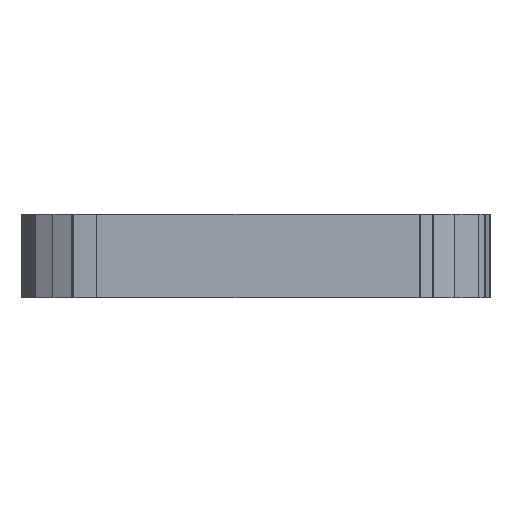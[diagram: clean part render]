
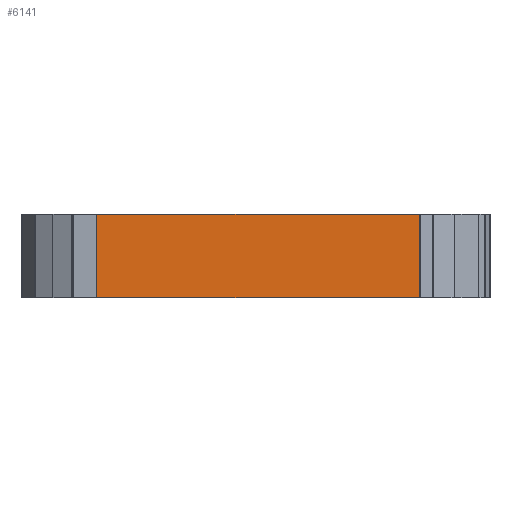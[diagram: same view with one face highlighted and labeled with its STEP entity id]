
A CAD part, left-side view. The second image highlights one B-rep face of the part: STEP entity #6141.
In plain terms, the highlighted free-form (B-spline) face has degree [1, 1] with [2, 2] control points.
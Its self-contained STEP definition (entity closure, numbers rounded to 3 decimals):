
#67 = B_SPLINE_SURFACE_WITH_KNOTS('',1,1,(
    (#68,#69)
    ,(#70,#71
    )),.UNSPECIFIED.,.F.,.F.,.F.,(2,2),(2,2),(-5164.337,
    5130.905),(-2202.635,2202.879),
  .PIECEWISE_BEZIER_KNOTS.);
#68 = CARTESIAN_POINT('',(238.351,-13.15,
    20.));
#69 = CARTESIAN_POINT('',(238.351,98.75,20.)
  );
#70 = CARTESIAN_POINT('',(-23.149,-13.15,
    20.));
#71 = CARTESIAN_POINT('',(-23.149,98.75,20.)
  );
#115 = B_SPLINE_SURFACE_WITH_KNOTS('',1,1,(
    (#116,#117)
    ,(#118,#119
    )),.UNSPECIFIED.,.F.,.F.,.F.,(2,2),(2,2),(-5164.337,
    5130.905),(-2202.635,2202.879),
  .PIECEWISE_BEZIER_KNOTS.);
#116 = CARTESIAN_POINT('',(238.351,-13.15,0.));
#117 = CARTESIAN_POINT('',(238.351,98.75,0.));
#118 = CARTESIAN_POINT('',(-23.149,-13.15,0.));
#119 = CARTESIAN_POINT('',(-23.149,98.75,0.));
#286 = VERTEX_POINT('',#287);
#287 = CARTESIAN_POINT('',(-22.95,3.698,0.));
#299 = B_SPLINE_SURFACE_WITH_KNOTS('',1,1,(
    (#300,#301)
    ,(#302,#303
    )),.UNSPECIFIED.,.F.,.F.,.F.,(2,2),(2,2),(0.,1.522),(
    -787.402,0.),.PIECEWISE_BEZIER_KNOTS.);
#300 = CARTESIAN_POINT('',(-22.949,3.659,
    20.));
#301 = CARTESIAN_POINT('',(-22.949,3.659,0.));
#302 = CARTESIAN_POINT('',(-22.95,3.698,
    20.));
#303 = CARTESIAN_POINT('',(-22.95,3.698,0.));
#310 = EDGE_CURVE('',#286,#311,#313,.T.);
#311 = VERTEX_POINT('',#312);
#312 = CARTESIAN_POINT('',(-23.149,80.914,0.));
#313 = SURFACE_CURVE('',#314,(#317,#323),.PCURVE_S1.);
#314 = B_SPLINE_CURVE_WITH_KNOTS('',1,(#315,#316),.UNSPECIFIED.,.F.,.F.,
  (2,2),(0.,3040.015),.PIECEWISE_BEZIER_KNOTS.);
#315 = CARTESIAN_POINT('',(-22.95,3.698,0.));
#316 = CARTESIAN_POINT('',(-23.149,80.914,0.));
#317 = PCURVE('',#115,#318);
#318 = DEFINITIONAL_REPRESENTATION('',(#319),#322);
#319 = B_SPLINE_CURVE_WITH_KNOTS('',1,(#320,#321),.UNSPECIFIED.,.F.,.F.,
  (2,2),(0.,3040.015),.PIECEWISE_BEZIER_KNOTS.);
#320 = CARTESIAN_POINT('',(5123.07,-1539.325));
#321 = CARTESIAN_POINT('',(5130.905,1500.68));
#322 = ( GEOMETRIC_REPRESENTATION_CONTEXT(2) 
PARAMETRIC_REPRESENTATION_CONTEXT() REPRESENTATION_CONTEXT('2D SPACE',''
  ) );
#323 = PCURVE('',#324,#329);
#324 = B_SPLINE_SURFACE_WITH_KNOTS('',1,1,(
    (#325,#326)
    ,(#327,#328
    )),.UNSPECIFIED.,.F.,.F.,.F.,(2,2),(2,2),(0.,3040.015),(
    -787.402,0.),.PIECEWISE_BEZIER_KNOTS.);
#325 = CARTESIAN_POINT('',(-22.95,3.698,
    20.));
#326 = CARTESIAN_POINT('',(-22.95,3.698,0.));
#327 = CARTESIAN_POINT('',(-23.149,80.914,
    20.));
#328 = CARTESIAN_POINT('',(-23.149,80.914,0.));
#329 = DEFINITIONAL_REPRESENTATION('',(#330),#333);
#330 = B_SPLINE_CURVE_WITH_KNOTS('',1,(#331,#332),.UNSPECIFIED.,.F.,.F.,
  (2,2),(0.,3040.015),.PIECEWISE_BEZIER_KNOTS.);
#331 = CARTESIAN_POINT('',(0.,0.));
#332 = CARTESIAN_POINT('',(3040.015,0.));
#333 = ( GEOMETRIC_REPRESENTATION_CONTEXT(2) 
PARAMETRIC_REPRESENTATION_CONTEXT() REPRESENTATION_CONTEXT('2D SPACE',''
  ) );
#349 = B_SPLINE_SURFACE_WITH_KNOTS('',1,1,(
    (#350,#351)
    ,(#352,#353
    )),.UNSPECIFIED.,.F.,.F.,.F.,(2,2),(2,2),(0.,1.656),(
    -787.402,0.),.PIECEWISE_BEZIER_KNOTS.);
#350 = CARTESIAN_POINT('',(-23.149,80.914,
    20.));
#351 = CARTESIAN_POINT('',(-23.149,80.914,0.));
#352 = CARTESIAN_POINT('',(-23.148,80.956,
    20.));
#353 = CARTESIAN_POINT('',(-23.148,80.956,0.));
#3230 = VERTEX_POINT('',#3231);
#3231 = CARTESIAN_POINT('',(-22.95,3.698,
    20.));
#3249 = EDGE_CURVE('',#3230,#3250,#3252,.T.);
#3250 = VERTEX_POINT('',#3251);
#3251 = CARTESIAN_POINT('',(-23.149,80.914,
    20.));
#3252 = SURFACE_CURVE('',#3253,(#3256,#3262),.PCURVE_S1.);
#3253 = B_SPLINE_CURVE_WITH_KNOTS('',1,(#3254,#3255),.UNSPECIFIED.,.F.,
  .F.,(2,2),(0.,3040.015),.PIECEWISE_BEZIER_KNOTS.);
#3254 = CARTESIAN_POINT('',(-22.95,3.698,
    20.));
#3255 = CARTESIAN_POINT('',(-23.149,80.914,
    20.));
#3256 = PCURVE('',#67,#3257);
#3257 = DEFINITIONAL_REPRESENTATION('',(#3258),#3261);
#3258 = B_SPLINE_CURVE_WITH_KNOTS('',1,(#3259,#3260),.UNSPECIFIED.,.F.,
  .F.,(2,2),(0.,3040.015),.PIECEWISE_BEZIER_KNOTS.);
#3259 = CARTESIAN_POINT('',(5123.07,-1539.325));
#3260 = CARTESIAN_POINT('',(5130.905,1500.68));
#3261 = ( GEOMETRIC_REPRESENTATION_CONTEXT(2) 
PARAMETRIC_REPRESENTATION_CONTEXT() REPRESENTATION_CONTEXT('2D SPACE',''
  ) );
#3262 = PCURVE('',#324,#3263);
#3263 = DEFINITIONAL_REPRESENTATION('',(#3264),#3267);
#3264 = B_SPLINE_CURVE_WITH_KNOTS('',1,(#3265,#3266),.UNSPECIFIED.,.F.,
  .F.,(2,2),(0.,3040.015),.PIECEWISE_BEZIER_KNOTS.);
#3265 = CARTESIAN_POINT('',(0.,-787.402));
#3266 = CARTESIAN_POINT('',(3040.015,-787.402));
#3267 = ( GEOMETRIC_REPRESENTATION_CONTEXT(2) 
PARAMETRIC_REPRESENTATION_CONTEXT() REPRESENTATION_CONTEXT('2D SPACE',''
  ) );
#6123 = EDGE_CURVE('',#286,#3230,#6124,.T.);
#6124 = SURFACE_CURVE('',#6125,(#6128,#6134),.PCURVE_S1.);
#6125 = B_SPLINE_CURVE_WITH_KNOTS('',1,(#6126,#6127),.UNSPECIFIED.,.F.,
  .F.,(2,2),(0.,787.402),.PIECEWISE_BEZIER_KNOTS.);
#6126 = CARTESIAN_POINT('',(-22.95,3.698,0.));
#6127 = CARTESIAN_POINT('',(-22.95,3.698,
    20.));
#6128 = PCURVE('',#299,#6129);
#6129 = DEFINITIONAL_REPRESENTATION('',(#6130),#6133);
#6130 = B_SPLINE_CURVE_WITH_KNOTS('',1,(#6131,#6132),.UNSPECIFIED.,.F.,
  .F.,(2,2),(0.,787.402),.PIECEWISE_BEZIER_KNOTS.);
#6131 = CARTESIAN_POINT('',(1.522,0.));
#6132 = CARTESIAN_POINT('',(1.522,-787.402));
#6133 = ( GEOMETRIC_REPRESENTATION_CONTEXT(2) 
PARAMETRIC_REPRESENTATION_CONTEXT() REPRESENTATION_CONTEXT('2D SPACE',''
  ) );
#6134 = PCURVE('',#324,#6135);
#6135 = DEFINITIONAL_REPRESENTATION('',(#6136),#6139);
#6136 = B_SPLINE_CURVE_WITH_KNOTS('',1,(#6137,#6138),.UNSPECIFIED.,.F.,
  .F.,(2,2),(0.,787.402),.PIECEWISE_BEZIER_KNOTS.);
#6137 = CARTESIAN_POINT('',(0.,0.));
#6138 = CARTESIAN_POINT('',(0.,-787.402));
#6139 = ( GEOMETRIC_REPRESENTATION_CONTEXT(2) 
PARAMETRIC_REPRESENTATION_CONTEXT() REPRESENTATION_CONTEXT('2D SPACE',''
  ) );
#6141 = ADVANCED_FACE('',(#6142),#324,.T.);
#6142 = FACE_BOUND('',#6143,.T.);
#6143 = EDGE_LOOP('',(#6144,#6145,#6146,#6164));
#6144 = ORIENTED_EDGE('',*,*,#6123,.T.);
#6145 = ORIENTED_EDGE('',*,*,#3249,.T.);
#6146 = ORIENTED_EDGE('',*,*,#6147,.F.);
#6147 = EDGE_CURVE('',#311,#3250,#6148,.T.);
#6148 = SURFACE_CURVE('',#6149,(#6152,#6158),.PCURVE_S1.);
#6149 = B_SPLINE_CURVE_WITH_KNOTS('',1,(#6150,#6151),.UNSPECIFIED.,.F.,
  .F.,(2,2),(0.,787.402),.PIECEWISE_BEZIER_KNOTS.);
#6150 = CARTESIAN_POINT('',(-23.149,80.914,0.));
#6151 = CARTESIAN_POINT('',(-23.149,80.914,
    20.));
#6152 = PCURVE('',#324,#6153);
#6153 = DEFINITIONAL_REPRESENTATION('',(#6154),#6157);
#6154 = B_SPLINE_CURVE_WITH_KNOTS('',1,(#6155,#6156),.UNSPECIFIED.,.F.,
  .F.,(2,2),(0.,787.402),.PIECEWISE_BEZIER_KNOTS.);
#6155 = CARTESIAN_POINT('',(3040.015,0.));
#6156 = CARTESIAN_POINT('',(3040.015,-787.402));
#6157 = ( GEOMETRIC_REPRESENTATION_CONTEXT(2) 
PARAMETRIC_REPRESENTATION_CONTEXT() REPRESENTATION_CONTEXT('2D SPACE',''
  ) );
#6158 = PCURVE('',#349,#6159);
#6159 = DEFINITIONAL_REPRESENTATION('',(#6160),#6163);
#6160 = B_SPLINE_CURVE_WITH_KNOTS('',1,(#6161,#6162),.UNSPECIFIED.,.F.,
  .F.,(2,2),(0.,787.402),.PIECEWISE_BEZIER_KNOTS.);
#6161 = CARTESIAN_POINT('',(0.,0.));
#6162 = CARTESIAN_POINT('',(0.,-787.402));
#6163 = ( GEOMETRIC_REPRESENTATION_CONTEXT(2) 
PARAMETRIC_REPRESENTATION_CONTEXT() REPRESENTATION_CONTEXT('2D SPACE',''
  ) );
#6164 = ORIENTED_EDGE('',*,*,#310,.F.);
